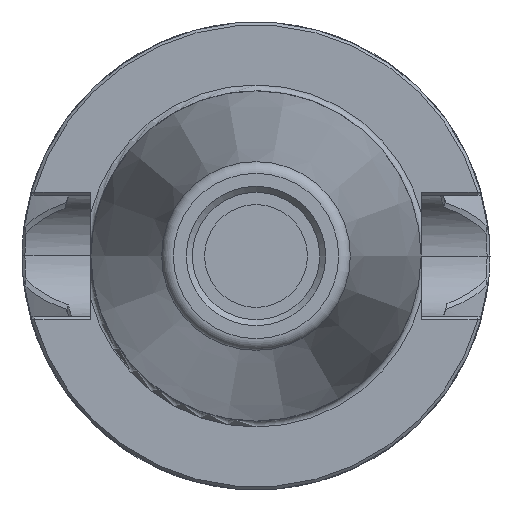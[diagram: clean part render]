
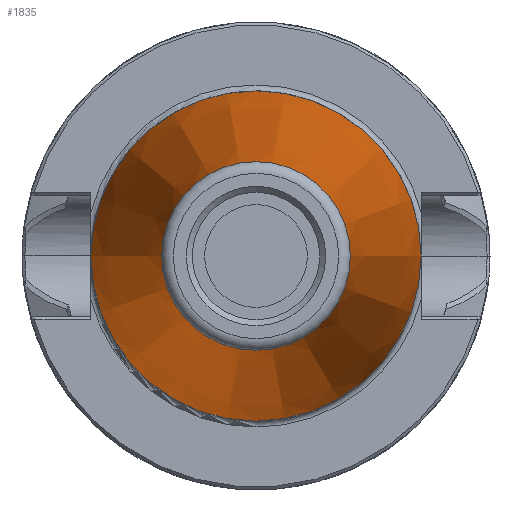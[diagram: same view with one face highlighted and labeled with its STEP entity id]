
A CAD part, left-side view. The second image highlights one B-rep face of the part: STEP entity #1835.
In plain terms, the highlighted conical face has half-angle 8.445 degrees and reference radius 17.363 mm.
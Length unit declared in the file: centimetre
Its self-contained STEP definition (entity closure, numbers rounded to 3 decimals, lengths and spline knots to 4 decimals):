
#353=CONICAL_SURFACE('',#1993,1.7363,8.445);
#392=FACE_BOUND('',#562,.T.);
#440=FACE_OUTER_BOUND('',#561,.T.);
#561=EDGE_LOOP('',(#1319));
#562=EDGE_LOOP('',(#1320));
#659=CIRCLE('',#1985,2.2225);
#662=CIRCLE('',#1992,1.2701);
#754=VERTEX_POINT('',#2695);
#757=VERTEX_POINT('',#2705);
#965=EDGE_CURVE('',#754,#754,#659,.T.);
#968=EDGE_CURVE('',#757,#757,#662,.T.);
#1319=ORIENTED_EDGE('',*,*,#965,.T.);
#1320=ORIENTED_EDGE('',*,*,#968,.F.);
#1835=ADVANCED_FACE('',(#440,#392),#353,.T.);
#1985=AXIS2_PLACEMENT_3D('',#2696,#2269,#2270);
#1992=AXIS2_PLACEMENT_3D('',#2706,#2283,#2284);
#1993=AXIS2_PLACEMENT_3D('',#2707,#2285,#2286);
#2269=DIRECTION('center_axis',(-1.,0.,0.));
#2270=DIRECTION('ref_axis',(0.,0.,
1.));
#2283=DIRECTION('center_axis',(-1.,0.,0.));
#2284=DIRECTION('ref_axis',(0.,1.,0.));
#2285=DIRECTION('center_axis',(1.,0.,0.));
#2286=DIRECTION('ref_axis',(0.,-1.,0.));
#2695=CARTESIAN_POINT('',(1.525,-2.074,-0.4141));
#2696=CARTESIAN_POINT('Origin',(1.525,0.1485,-0.4141));
#2705=CARTESIAN_POINT('',(-4.8895,-1.1216,-0.4141));
#2706=CARTESIAN_POINT('Origin',(-4.8895,0.1485,-0.4141));
#2707=CARTESIAN_POINT('Origin',(-1.75,0.1485,-0.4141));
